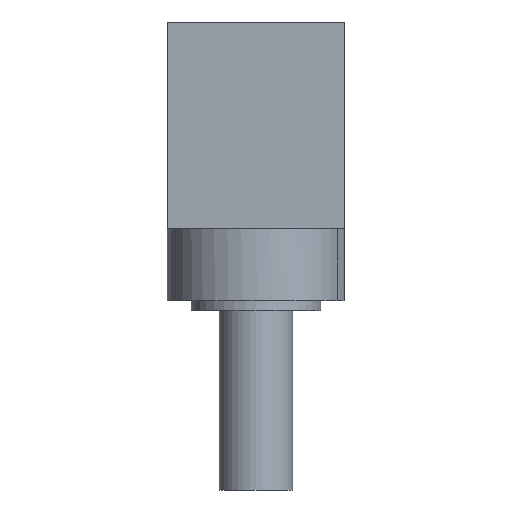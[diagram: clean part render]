
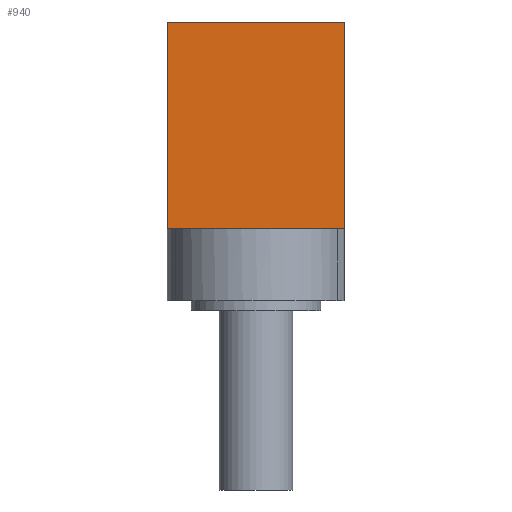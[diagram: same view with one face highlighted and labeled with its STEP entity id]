
A CAD part, front view. The second image highlights one B-rep face of the part: STEP entity #940.
In plain terms, the highlighted planar face has unit normal (0, -1, 0).
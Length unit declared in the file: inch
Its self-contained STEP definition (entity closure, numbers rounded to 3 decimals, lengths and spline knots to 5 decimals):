
#39 = DIRECTION ( 'NONE',  ( 1., 0., 0. ) ) ;
#46 = VERTEX_POINT ( 'NONE', #147 ) ;
#65 = ORIENTED_EDGE ( 'NONE', *, *, #3723, .T. ) ;
#100 = CARTESIAN_POINT ( 'NONE',  ( -0.185, -0.18494, -0.43065 ) ) ;
#147 = CARTESIAN_POINT ( 'NONE',  ( -0.185, -0.18494, 0. ) ) ;
#303 = ORIENTED_EDGE ( 'NONE', *, *, #563, .T. ) ;
#312 = CARTESIAN_POINT ( 'NONE',  ( -0.185, -0.18494, -0.58065 ) ) ;
#363 = EDGE_CURVE ( 'NONE', #46, #1113, #3887, .T. ) ;
#392 = CARTESIAN_POINT ( 'NONE',  ( 0.185, -0.18494, -0.58065 ) ) ;
#530 = CARTESIAN_POINT ( 'NONE',  ( -0.185, -0.18494, -0.43065 ) ) ;
#563 = EDGE_CURVE ( 'NONE', #1662, #1113, #1853, .T. ) ;
#572 = LINE ( 'NONE', #312, #3570 ) ;
#695 = DIRECTION ( 'NONE',  ( 0., 0., -1. ) ) ;
#727 = VERTEX_POINT ( 'NONE', #2067 ) ;
#728 = CARTESIAN_POINT ( 'NONE',  ( -0.185, -0.18494, -0.58065 ) ) ;
#867 = EDGE_CURVE ( 'NONE', #3853, #727, #3764, .T. ) ;
#940 = ADVANCED_FACE ( 'NONE', ( #2543 ), #1059, .T. ) ;
#978 = CARTESIAN_POINT ( 'NONE',  ( -0.185, -0.18494, -0.43065 ) ) ;
#1053 = AXIS2_PLACEMENT_3D ( 'NONE', #728, #1907, #695 ) ;
#1059 = PLANE ( 'NONE',  #1053 ) ;
#1113 = VERTEX_POINT ( 'NONE', #1445 ) ;
#1357 = ORIENTED_EDGE ( 'NONE', *, *, #867, .T. ) ;
#1445 = CARTESIAN_POINT ( 'NONE',  ( 0.185, -0.18494, 0. ) ) ;
#1475 = VECTOR ( 'NONE', #1835, 39.37008 ) ;
#1549 = VECTOR ( 'NONE', #2782, 39.37008 ) ;
#1662 = VERTEX_POINT ( 'NONE', #3035 ) ;
#1835 = DIRECTION ( 'NONE',  ( 1., 0., 0. ) ) ;
#1853 = LINE ( 'NONE', #392, #3040 ) ;
#1907 = DIRECTION ( 'NONE',  ( 0., -1., 0. ) ) ;
#2067 = CARTESIAN_POINT ( 'NONE',  ( -0.00064, -0.18494, -0.43065 ) ) ;
#2334 = EDGE_CURVE ( 'NONE', #3853, #46, #572, .T. ) ;
#2543 = FACE_OUTER_BOUND ( 'NONE', #3736, .T. ) ;
#2758 = LINE ( 'NONE', #978, #3422 ) ;
#2782 = DIRECTION ( 'NONE',  ( 1., 0., 0. ) ) ;
#2955 = DIRECTION ( 'NONE',  ( 0., 0., 1. ) ) ;
#3008 = CARTESIAN_POINT ( 'NONE',  ( -0.185, -0.18494, 0. ) ) ;
#3035 = CARTESIAN_POINT ( 'NONE',  ( 0.185, -0.18494, -0.43065 ) ) ;
#3040 = VECTOR ( 'NONE', #3041, 39.37008 ) ;
#3041 = DIRECTION ( 'NONE',  ( 0., 0., 1. ) ) ;
#3145 = ORIENTED_EDGE ( 'NONE', *, *, #2334, .F. ) ;
#3422 = VECTOR ( 'NONE', #39, 39.37008 ) ;
#3570 = VECTOR ( 'NONE', #2955, 39.37008 ) ;
#3723 = EDGE_CURVE ( 'NONE', #727, #1662, #2758, .T. ) ;
#3736 = EDGE_LOOP ( 'NONE', ( #3145, #1357, #65, #303, #3840 ) ) ;
#3764 = LINE ( 'NONE', #100, #1549 ) ;
#3840 = ORIENTED_EDGE ( 'NONE', *, *, #363, .F. ) ;
#3853 = VERTEX_POINT ( 'NONE', #530 ) ;
#3887 = LINE ( 'NONE', #3008, #1475 ) ;
